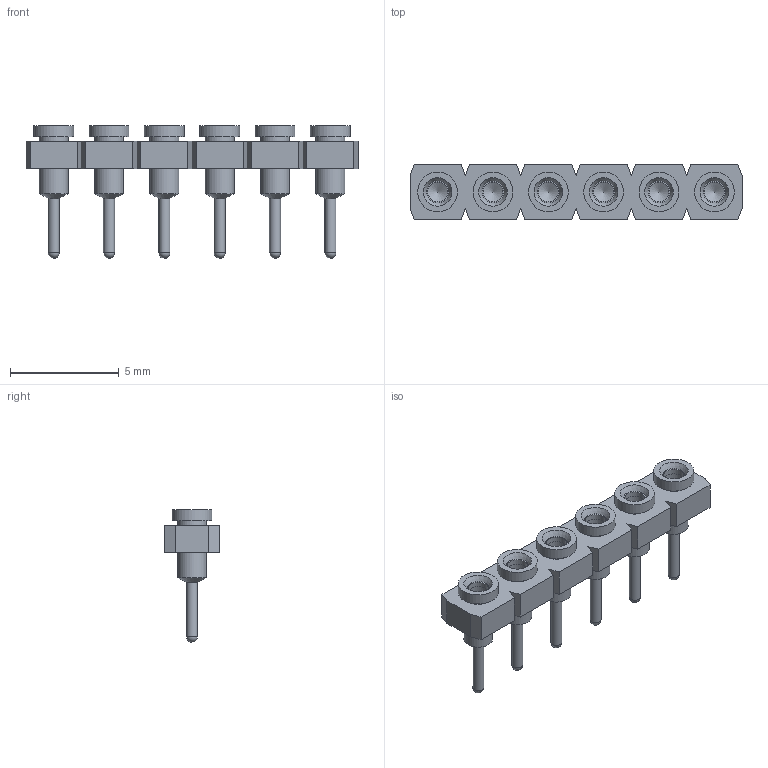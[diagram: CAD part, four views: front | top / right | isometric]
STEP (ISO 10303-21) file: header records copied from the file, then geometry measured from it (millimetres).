
FILE_DESCRIPTION(('FreeCAD Model'),'2;1');
FILE_NAME('Open CASCADE Shape Model','2025-01-11T13:09:53',(''),(''), 'Open CASCADE STEP processor 7.8','FreeCAD','Unknown');
FILE_SCHEMA(('AUTOMOTIVE_DESIGN { 1 0 10303 214 1 1 1 1 }'));
Length unit declared in the file: millimetre
Products named in the file (7): SL-106_socket; SC-4P1_pins015; SC-4P1_pins016; SC-4P1_pins017; SC-4P1_pins018; SC-4P1_pins019; SC-4P1_pins020
Bounding box: 15.24 x 2.54 x 6.1 mm (x, y, z)
Volume: 57.7 mm3; surface area: 343.4 mm2
Topology: 7 solids, 7 shells, 142 faces, 312 edges, 202 vertices
Faces by surface type: plane 70, cylinder 42, cone 24, sphere 6
Full cylindrical faces by diameter (mm): 0.508 x6, 0.914 x6, 1.016 x6, 1.321 x18, 1.829 x6
Entity records: 3952 total; most frequent: CARTESIAN_POINT 741, DIRECTION 628, ORIENTED_EDGE 600, EDGE_CURVE 300, AXIS2_PLACEMENT_3D 257, VERTEX_POINT 202, FACE_BOUND 184, EDGE_LOOP 184
